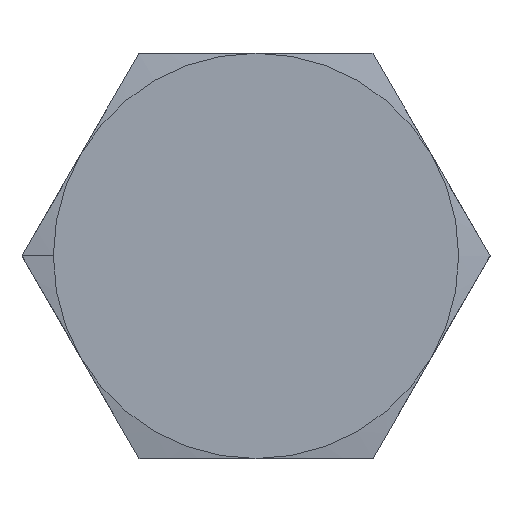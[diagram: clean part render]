
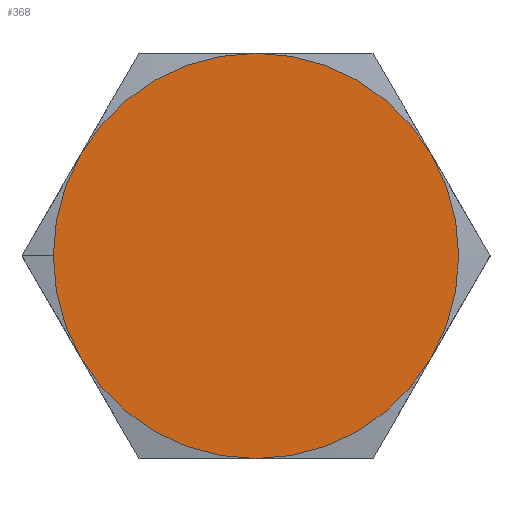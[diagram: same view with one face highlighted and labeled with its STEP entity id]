
A CAD part, top view. The second image highlights one B-rep face of the part: STEP entity #368.
In plain terms, the highlighted planar face has unit normal (0, 0, 1).
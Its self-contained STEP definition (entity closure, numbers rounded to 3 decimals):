
#12 = VERTEX_POINT ( 'NONE', #258 ) ;
#14 = VERTEX_POINT ( 'NONE', #249 ) ;
#47 = VERTEX_POINT ( 'NONE', #334 ) ;
#61 = EDGE_CURVE ( 'NONE', #47, #62, #523, .T. ) ;
#62 = VERTEX_POINT ( 'NONE', #572 ) ;
#120 = EDGE_CURVE ( 'NONE', #12, #47, #402, .T. ) ;
#149 = VERTEX_POINT ( 'NONE', #568 ) ;
#171 = EDGE_CURVE ( 'NONE', #62, #233, #738, .T. ) ;
#233 = VERTEX_POINT ( 'NONE', #681 ) ;
#243 = VERTEX_POINT ( 'NONE', #741 ) ;
#249 = CARTESIAN_POINT ( 'NONE',  ( 9.526, -5.5, 10.5 ) ) ;
#258 = CARTESIAN_POINT ( 'NONE',  ( 0., -11., 10.5 ) ) ;
#278 = ORIENTED_EDGE ( 'NONE', *, *, #365, .F. ) ;
#279 = ORIENTED_EDGE ( 'NONE', *, *, #171, .F. ) ;
#280 = ORIENTED_EDGE ( 'NONE', *, *, #61, .F. ) ;
#281 = ORIENTED_EDGE ( 'NONE', *, *, #120, .F. ) ;
#282 = ORIENTED_EDGE ( 'NONE', *, *, #306, .F. ) ;
#283 = ORIENTED_EDGE ( 'NONE', *, *, #295, .F. ) ;
#295 = EDGE_CURVE ( 'NONE', #149, #14, #731, .T. ) ;
#300 = EDGE_CURVE ( 'NONE', #149, #243, #622, .T. ) ;
#306 = EDGE_CURVE ( 'NONE', #14, #12, #611, .T. ) ;
#334 = CARTESIAN_POINT ( 'NONE',  ( -9.526, -5.5, 10.5 ) ) ;
#353 = ORIENTED_EDGE ( 'NONE', *, *, #300, .T. ) ;
#365 = EDGE_CURVE ( 'NONE', #233, #243, #797, .T. ) ;
#368 = ADVANCED_FACE ( 'NONE', ( #798 ), #787, .F. ) ;
#369 = EDGE_LOOP ( 'NONE', ( #278, #279, #280, #281, #282, #283, #353 ) ) ;
#400 = CARTESIAN_POINT ( 'NONE',  ( 0., 0., 10.5 ) ) ;
#401 = AXIS2_PLACEMENT_3D ( 'NONE', #400, #519, #518 ) ;
#402 = CIRCLE ( 'NONE', #401, 11. ) ;
#488 = CARTESIAN_POINT ( 'NONE',  ( 0., 0., 10.5 ) ) ;
#518 = DIRECTION ( 'NONE',  ( -1., 0., 0. ) ) ;
#519 = DIRECTION ( 'NONE',  ( 0., 0., -1. ) ) ;
#520 = DIRECTION ( 'NONE',  ( -1., 0., 0. ) ) ;
#521 = DIRECTION ( 'NONE',  ( 0., 0., -1. ) ) ;
#522 = AXIS2_PLACEMENT_3D ( 'NONE', #488, #521, #520 ) ;
#523 = CIRCLE ( 'NONE', #522, 11. ) ;
#568 = CARTESIAN_POINT ( 'NONE',  ( 9.526, 5.5, 10.5 ) ) ;
#572 = CARTESIAN_POINT ( 'NONE',  ( -11., 0., 10.5 ) ) ;
#607 = DIRECTION ( 'NONE',  ( -1., 0., 0. ) ) ;
#608 = DIRECTION ( 'NONE',  ( 0., 0., -1. ) ) ;
#609 = CARTESIAN_POINT ( 'NONE',  ( 0., 0., 10.5 ) ) ;
#610 = AXIS2_PLACEMENT_3D ( 'NONE', #609, #608, #607 ) ;
#611 = CIRCLE ( 'NONE', #610, 11. ) ;
#618 = DIRECTION ( 'NONE',  ( 1., 0., 0. ) ) ;
#619 = DIRECTION ( 'NONE',  ( 0., 0., 1. ) ) ;
#620 = CARTESIAN_POINT ( 'NONE',  ( 0., 0., 10.5 ) ) ;
#621 = AXIS2_PLACEMENT_3D ( 'NONE', #620, #619, #618 ) ;
#622 = CIRCLE ( 'NONE', #621, 11. ) ;
#681 = CARTESIAN_POINT ( 'NONE',  ( -9.526, 5.5, 10.5 ) ) ;
#691 = CARTESIAN_POINT ( 'NONE',  ( 0., 0., 10.5 ) ) ;
#723 = DIRECTION ( 'NONE',  ( -1., 0., 0. ) ) ;
#724 = DIRECTION ( 'NONE',  ( 0., 0., -1. ) ) ;
#725 = CARTESIAN_POINT ( 'NONE',  ( 0., 0., 10.5 ) ) ;
#726 = AXIS2_PLACEMENT_3D ( 'NONE', #725, #724, #723 ) ;
#731 = CIRCLE ( 'NONE', #726, 11. ) ;
#735 = DIRECTION ( 'NONE',  ( -1., 0., 0. ) ) ;
#736 = DIRECTION ( 'NONE',  ( 0., 0., -1. ) ) ;
#737 = AXIS2_PLACEMENT_3D ( 'NONE', #691, #736, #735 ) ;
#738 = CIRCLE ( 'NONE', #737, 11. ) ;
#741 = CARTESIAN_POINT ( 'NONE',  ( 0., 11., 10.5 ) ) ;
#762 = DIRECTION ( 'NONE',  ( -1., 0., 0. ) ) ;
#763 = DIRECTION ( 'NONE',  ( 0., 0., -1. ) ) ;
#764 = AXIS2_PLACEMENT_3D ( 'NONE', #772, #763, #762 ) ;
#768 = DIRECTION ( 'NONE',  ( -1., 0., 0. ) ) ;
#769 = DIRECTION ( 'NONE',  ( 0., 0., -1. ) ) ;
#772 = CARTESIAN_POINT ( 'NONE',  ( 0., 12.702, 10.5 ) ) ;
#782 = CARTESIAN_POINT ( 'NONE',  ( 0., 0., 10.5 ) ) ;
#783 = AXIS2_PLACEMENT_3D ( 'NONE', #782, #769, #768 ) ;
#787 = PLANE ( 'NONE',  #764 ) ;
#797 = CIRCLE ( 'NONE', #783, 11. ) ;
#798 = FACE_OUTER_BOUND ( 'NONE', #369, .T. ) ;
